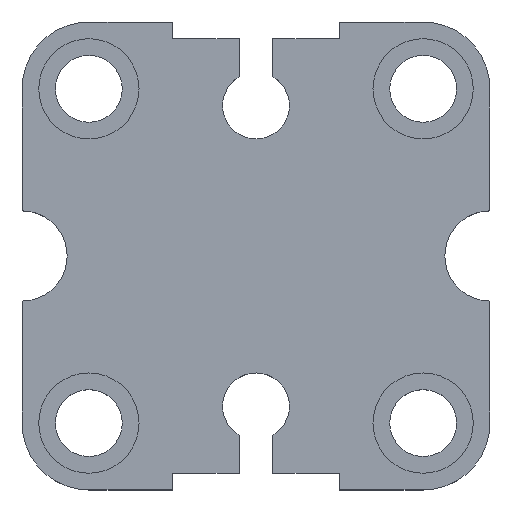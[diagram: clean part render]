
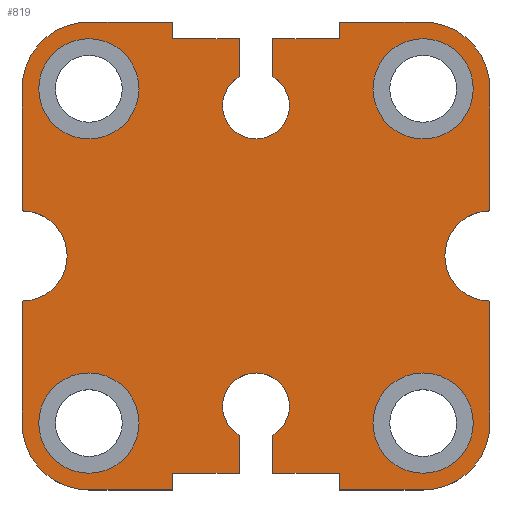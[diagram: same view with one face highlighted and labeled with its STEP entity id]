
A CAD part, top view. The second image highlights one B-rep face of the part: STEP entity #819.
In plain terms, the highlighted planar face has unit normal (0, 0, 1).
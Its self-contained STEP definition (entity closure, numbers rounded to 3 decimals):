
#18=FACE_BOUND('',#174,.T.);
#19=FACE_BOUND('',#175,.T.);
#20=FACE_BOUND('',#176,.T.);
#21=FACE_BOUND('',#177,.T.);
#50=PLANE('',#907);
#127=FACE_OUTER_BOUND('',#173,.T.);
#173=EDGE_LOOP('',(#699,#700,#701,#702,#703,#704,#705,#706,#707,#708,#709,
#710,#711,#712,#713,#714,#715,#716,#717,#718,#719,#720,#721,#722,#723,#724,
#725,#726));
#174=EDGE_LOOP('',(#727));
#175=EDGE_LOOP('',(#728));
#176=EDGE_LOOP('',(#729));
#177=EDGE_LOOP('',(#730));
#194=LINE('',#1201,#270);
#198=LINE('',#1213,#274);
#201=LINE('',#1219,#277);
#204=LINE('',#1225,#280);
#207=LINE('',#1231,#283);
#211=LINE('',#1243,#287);
#214=LINE('',#1249,#290);
#217=LINE('',#1255,#293);
#220=LINE('',#1261,#296);
#224=LINE('',#1273,#300);
#228=LINE('',#1285,#304);
#232=LINE('',#1297,#308);
#235=LINE('',#1303,#311);
#238=LINE('',#1309,#314);
#241=LINE('',#1315,#317);
#245=LINE('',#1327,#321);
#248=LINE('',#1333,#324);
#251=LINE('',#1339,#327);
#254=LINE('',#1345,#330);
#258=LINE('',#1355,#334);
#270=VECTOR('',#986,10.);
#274=VECTOR('',#998,10.);
#277=VECTOR('',#1003,10.);
#280=VECTOR('',#1008,10.);
#283=VECTOR('',#1013,10.);
#287=VECTOR('',#1025,10.);
#290=VECTOR('',#1030,10.);
#293=VECTOR('',#1035,10.);
#296=VECTOR('',#1040,10.);
#300=VECTOR('',#1052,10.);
#304=VECTOR('',#1064,10.);
#308=VECTOR('',#1076,10.);
#311=VECTOR('',#1081,10.);
#314=VECTOR('',#1086,10.);
#317=VECTOR('',#1091,10.);
#321=VECTOR('',#1103,10.);
#324=VECTOR('',#1108,10.);
#327=VECTOR('',#1113,10.);
#330=VECTOR('',#1118,10.);
#334=VECTOR('',#1130,10.);
#336=CIRCLE('',#837,30.);
#339=CIRCLE('',#842,30.);
#342=CIRCLE('',#847,30.);
#345=CIRCLE('',#852,30.);
#352=CIRCLE('',#865,27.);
#354=CIRCLE('',#869,40.);
#356=CIRCLE('',#876,20.);
#358=CIRCLE('',#883,40.);
#360=CIRCLE('',#887,27.);
#362=CIRCLE('',#891,40.);
#364=CIRCLE('',#898,20.);
#366=CIRCLE('',#905,40.);
#368=VERTEX_POINT('',#1139);
#371=VERTEX_POINT('',#1148);
#374=VERTEX_POINT('',#1157);
#377=VERTEX_POINT('',#1166);
#385=VERTEX_POINT('',#1192);
#386=VERTEX_POINT('',#1194);
#388=VERTEX_POINT('',#1200);
#390=VERTEX_POINT('',#1206);
#392=VERTEX_POINT('',#1212);
#394=VERTEX_POINT('',#1218);
#396=VERTEX_POINT('',#1224);
#398=VERTEX_POINT('',#1230);
#400=VERTEX_POINT('',#1236);
#402=VERTEX_POINT('',#1242);
#404=VERTEX_POINT('',#1248);
#406=VERTEX_POINT('',#1254);
#408=VERTEX_POINT('',#1260);
#410=VERTEX_POINT('',#1266);
#412=VERTEX_POINT('',#1272);
#414=VERTEX_POINT('',#1278);
#416=VERTEX_POINT('',#1284);
#418=VERTEX_POINT('',#1290);
#420=VERTEX_POINT('',#1296);
#422=VERTEX_POINT('',#1302);
#424=VERTEX_POINT('',#1308);
#426=VERTEX_POINT('',#1314);
#428=VERTEX_POINT('',#1320);
#430=VERTEX_POINT('',#1326);
#432=VERTEX_POINT('',#1332);
#434=VERTEX_POINT('',#1338);
#436=VERTEX_POINT('',#1344);
#438=VERTEX_POINT('',#1350);
#441=EDGE_CURVE('',#368,#368,#336,.T.);
#445=EDGE_CURVE('',#371,#371,#339,.T.);
#449=EDGE_CURVE('',#374,#374,#342,.T.);
#453=EDGE_CURVE('',#377,#377,#345,.T.);
#465=EDGE_CURVE('',#386,#385,#352,.T.);
#468=EDGE_CURVE('',#388,#386,#194,.T.);
#471=EDGE_CURVE('',#390,#388,#354,.T.);
#474=EDGE_CURVE('',#392,#390,#198,.T.);
#477=EDGE_CURVE('',#394,#392,#201,.T.);
#480=EDGE_CURVE('',#396,#394,#204,.T.);
#483=EDGE_CURVE('',#398,#396,#207,.T.);
#486=EDGE_CURVE('',#400,#398,#356,.T.);
#489=EDGE_CURVE('',#402,#400,#211,.T.);
#492=EDGE_CURVE('',#404,#402,#214,.T.);
#495=EDGE_CURVE('',#406,#404,#217,.T.);
#498=EDGE_CURVE('',#408,#406,#220,.T.);
#501=EDGE_CURVE('',#410,#408,#358,.T.);
#504=EDGE_CURVE('',#412,#410,#224,.T.);
#507=EDGE_CURVE('',#414,#412,#360,.T.);
#510=EDGE_CURVE('',#416,#414,#228,.T.);
#513=EDGE_CURVE('',#418,#416,#362,.T.);
#516=EDGE_CURVE('',#420,#418,#232,.T.);
#519=EDGE_CURVE('',#422,#420,#235,.T.);
#522=EDGE_CURVE('',#424,#422,#238,.T.);
#525=EDGE_CURVE('',#426,#424,#241,.T.);
#528=EDGE_CURVE('',#428,#426,#364,.T.);
#531=EDGE_CURVE('',#430,#428,#245,.T.);
#534=EDGE_CURVE('',#432,#430,#248,.T.);
#537=EDGE_CURVE('',#434,#432,#251,.T.);
#540=EDGE_CURVE('',#436,#434,#254,.T.);
#543=EDGE_CURVE('',#438,#436,#366,.T.);
#546=EDGE_CURVE('',#385,#438,#258,.T.);
#699=ORIENTED_EDGE('',*,*,#546,.T.);
#700=ORIENTED_EDGE('',*,*,#543,.T.);
#701=ORIENTED_EDGE('',*,*,#540,.T.);
#702=ORIENTED_EDGE('',*,*,#537,.T.);
#703=ORIENTED_EDGE('',*,*,#534,.T.);
#704=ORIENTED_EDGE('',*,*,#531,.T.);
#705=ORIENTED_EDGE('',*,*,#528,.T.);
#706=ORIENTED_EDGE('',*,*,#525,.T.);
#707=ORIENTED_EDGE('',*,*,#522,.T.);
#708=ORIENTED_EDGE('',*,*,#519,.T.);
#709=ORIENTED_EDGE('',*,*,#516,.T.);
#710=ORIENTED_EDGE('',*,*,#513,.T.);
#711=ORIENTED_EDGE('',*,*,#510,.T.);
#712=ORIENTED_EDGE('',*,*,#507,.T.);
#713=ORIENTED_EDGE('',*,*,#504,.T.);
#714=ORIENTED_EDGE('',*,*,#501,.T.);
#715=ORIENTED_EDGE('',*,*,#498,.T.);
#716=ORIENTED_EDGE('',*,*,#495,.T.);
#717=ORIENTED_EDGE('',*,*,#492,.T.);
#718=ORIENTED_EDGE('',*,*,#489,.T.);
#719=ORIENTED_EDGE('',*,*,#486,.T.);
#720=ORIENTED_EDGE('',*,*,#483,.T.);
#721=ORIENTED_EDGE('',*,*,#480,.T.);
#722=ORIENTED_EDGE('',*,*,#477,.T.);
#723=ORIENTED_EDGE('',*,*,#474,.T.);
#724=ORIENTED_EDGE('',*,*,#471,.T.);
#725=ORIENTED_EDGE('',*,*,#468,.T.);
#726=ORIENTED_EDGE('',*,*,#465,.T.);
#727=ORIENTED_EDGE('',*,*,#441,.T.);
#728=ORIENTED_EDGE('',*,*,#445,.T.);
#729=ORIENTED_EDGE('',*,*,#449,.T.);
#730=ORIENTED_EDGE('',*,*,#453,.T.);
#819=ADVANCED_FACE('',(#127,#18,#19,#20,#21),#50,.T.);
#837=AXIS2_PLACEMENT_3D('',#1141,#916,#917);
#842=AXIS2_PLACEMENT_3D('',#1150,#927,#928);
#847=AXIS2_PLACEMENT_3D('',#1159,#938,#939);
#852=AXIS2_PLACEMENT_3D('',#1168,#949,#950);
#865=AXIS2_PLACEMENT_3D('',#1195,#980,#981);
#869=AXIS2_PLACEMENT_3D('',#1207,#992,#993);
#876=AXIS2_PLACEMENT_3D('',#1237,#1019,#1020);
#883=AXIS2_PLACEMENT_3D('',#1267,#1046,#1047);
#887=AXIS2_PLACEMENT_3D('',#1279,#1058,#1059);
#891=AXIS2_PLACEMENT_3D('',#1291,#1070,#1071);
#898=AXIS2_PLACEMENT_3D('',#1321,#1097,#1098);
#905=AXIS2_PLACEMENT_3D('',#1351,#1124,#1125);
#907=AXIS2_PLACEMENT_3D('',#1356,#1131,#1132);
#916=DIRECTION('center_axis',(0.,0.,-1.));
#917=DIRECTION('ref_axis',(1.,0.,0.));
#927=DIRECTION('center_axis',(0.,0.,-1.));
#928=DIRECTION('ref_axis',(1.,0.,0.));
#938=DIRECTION('center_axis',(0.,0.,-1.));
#939=DIRECTION('ref_axis',(1.,0.,0.));
#949=DIRECTION('center_axis',(0.,0.,-1.));
#950=DIRECTION('ref_axis',(1.,0.,0.));
#980=DIRECTION('center_axis',(0.,0.,-1.));
#981=DIRECTION('ref_axis',(1.,0.,0.));
#986=DIRECTION('',(0.,-1.,0.));
#992=DIRECTION('center_axis',(0.,0.,1.));
#993=DIRECTION('ref_axis',(0.,1.,0.));
#998=DIRECTION('',(-1.,0.,0.));
#1003=DIRECTION('',(0.,1.,0.));
#1008=DIRECTION('',(-1.,0.,0.));
#1013=DIRECTION('',(0.,1.,0.));
#1019=DIRECTION('center_axis',(0.,0.,-1.));
#1020=DIRECTION('ref_axis',(0.,-1.,0.));
#1025=DIRECTION('',(0.,-1.,0.));
#1030=DIRECTION('',(-1.,0.,0.));
#1035=DIRECTION('',(0.,-1.,0.));
#1040=DIRECTION('',(-1.,0.,0.));
#1046=DIRECTION('center_axis',(0.,0.,1.));
#1047=DIRECTION('ref_axis',(1.,0.,0.));
#1052=DIRECTION('',(0.,1.,0.));
#1058=DIRECTION('center_axis',(0.,0.,-1.));
#1059=DIRECTION('ref_axis',(-1.,0.,0.));
#1064=DIRECTION('',(0.,1.,0.));
#1070=DIRECTION('center_axis',(0.,0.,1.));
#1071=DIRECTION('ref_axis',(0.,-1.,0.));
#1076=DIRECTION('',(1.,0.,0.));
#1081=DIRECTION('',(0.,-1.,0.));
#1086=DIRECTION('',(1.,0.,0.));
#1091=DIRECTION('',(0.,-1.,0.));
#1097=DIRECTION('center_axis',(0.,0.,-1.));
#1098=DIRECTION('ref_axis',(0.,1.,0.));
#1103=DIRECTION('',(0.,1.,0.));
#1108=DIRECTION('',(1.,0.,0.));
#1113=DIRECTION('',(0.,1.,0.));
#1118=DIRECTION('',(1.,0.,0.));
#1124=DIRECTION('center_axis',(0.,0.,1.));
#1125=DIRECTION('ref_axis',(-1.,0.,0.));
#1130=DIRECTION('',(0.,-1.,0.));
#1131=DIRECTION('center_axis',(0.,0.,1.));
#1132=DIRECTION('ref_axis',(1.,0.,0.));
#1139=CARTESIAN_POINT('',(70.,-100.,20.));
#1141=CARTESIAN_POINT('Origin',(100.,-100.,20.));
#1148=CARTESIAN_POINT('',(-130.,100.,20.));
#1150=CARTESIAN_POINT('Origin',(-100.,100.,20.));
#1157=CARTESIAN_POINT('',(-130.,-100.,20.));
#1159=CARTESIAN_POINT('Origin',(-100.,-100.,20.));
#1166=CARTESIAN_POINT('',(70.,100.,20.));
#1168=CARTESIAN_POINT('Origin',(100.,100.,20.));
#1192=CARTESIAN_POINT('',(-140.,-27.,20.));
#1194=CARTESIAN_POINT('',(-140.,27.,20.));
#1195=CARTESIAN_POINT('Origin',(-140.,0.,20.));
#1200=CARTESIAN_POINT('',(-140.,100.,20.));
#1201=CARTESIAN_POINT('',(-140.,27.,20.));
#1206=CARTESIAN_POINT('',(-100.,140.,20.));
#1207=CARTESIAN_POINT('Origin',(-100.,100.,20.));
#1212=CARTESIAN_POINT('',(-50.,140.,20.));
#1213=CARTESIAN_POINT('',(-100.,140.,20.));
#1218=CARTESIAN_POINT('',(-50.,130.,20.));
#1219=CARTESIAN_POINT('',(-50.,140.,20.));
#1224=CARTESIAN_POINT('',(-10.,130.,20.));
#1225=CARTESIAN_POINT('',(-50.,130.,20.));
#1230=CARTESIAN_POINT('',(-10.,107.321,20.));
#1231=CARTESIAN_POINT('',(-10.,130.,20.));
#1236=CARTESIAN_POINT('',(10.,107.321,20.));
#1237=CARTESIAN_POINT('Origin',(0.,90.,20.));
#1242=CARTESIAN_POINT('',(10.,130.,20.));
#1243=CARTESIAN_POINT('',(10.,130.,20.));
#1248=CARTESIAN_POINT('',(50.,130.,20.));
#1249=CARTESIAN_POINT('',(50.,130.,20.));
#1254=CARTESIAN_POINT('',(50.,140.,20.));
#1255=CARTESIAN_POINT('',(50.,140.,20.));
#1260=CARTESIAN_POINT('',(100.,140.,20.));
#1261=CARTESIAN_POINT('',(100.,140.,20.));
#1266=CARTESIAN_POINT('',(140.,100.,20.));
#1267=CARTESIAN_POINT('Origin',(100.,100.,20.));
#1272=CARTESIAN_POINT('',(140.,27.,20.));
#1273=CARTESIAN_POINT('',(140.,27.,20.));
#1278=CARTESIAN_POINT('',(140.,-27.,20.));
#1279=CARTESIAN_POINT('Origin',(140.,0.,20.));
#1284=CARTESIAN_POINT('',(140.,-100.,20.));
#1285=CARTESIAN_POINT('',(140.,-27.,20.));
#1290=CARTESIAN_POINT('',(100.,-140.,20.));
#1291=CARTESIAN_POINT('Origin',(100.,-100.,20.));
#1296=CARTESIAN_POINT('',(50.,-140.,20.));
#1297=CARTESIAN_POINT('',(100.,-140.,20.));
#1302=CARTESIAN_POINT('',(50.,-130.,20.));
#1303=CARTESIAN_POINT('',(50.,-140.,20.));
#1308=CARTESIAN_POINT('',(10.,-130.,20.));
#1309=CARTESIAN_POINT('',(50.,-130.,20.));
#1314=CARTESIAN_POINT('',(10.,-107.321,20.));
#1315=CARTESIAN_POINT('',(10.,-130.,20.));
#1320=CARTESIAN_POINT('',(-10.,-107.321,20.));
#1321=CARTESIAN_POINT('Origin',(0.,-90.,20.));
#1326=CARTESIAN_POINT('',(-10.,-130.,20.));
#1327=CARTESIAN_POINT('',(-10.,-130.,20.));
#1332=CARTESIAN_POINT('',(-50.,-130.,20.));
#1333=CARTESIAN_POINT('',(-50.,-130.,20.));
#1338=CARTESIAN_POINT('',(-50.,-140.,20.));
#1339=CARTESIAN_POINT('',(-50.,-140.,20.));
#1344=CARTESIAN_POINT('',(-100.,-140.,20.));
#1345=CARTESIAN_POINT('',(-100.,-140.,20.));
#1350=CARTESIAN_POINT('',(-140.,-100.,20.));
#1351=CARTESIAN_POINT('Origin',(-100.,-100.,20.));
#1355=CARTESIAN_POINT('',(-140.,-27.,20.));
#1356=CARTESIAN_POINT('Origin',(0.,0.,20.));
